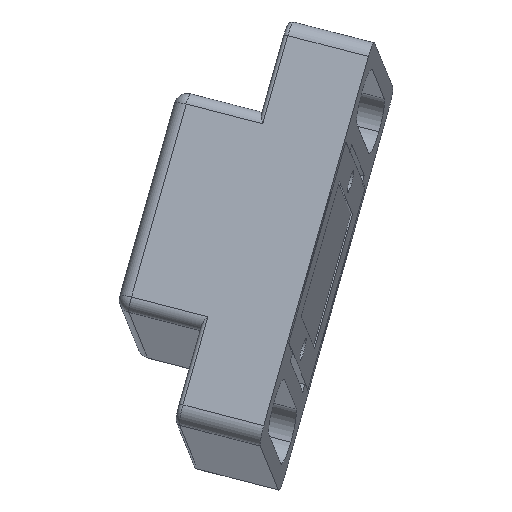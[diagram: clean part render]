
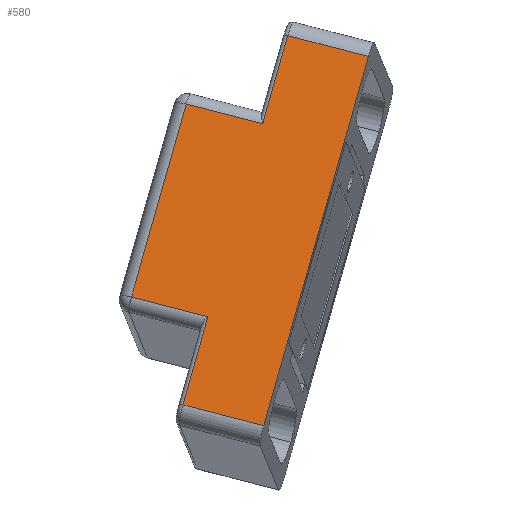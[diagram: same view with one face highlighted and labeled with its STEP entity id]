
A CAD part, left-side view. The second image highlights one B-rep face of the part: STEP entity #580.
In plain terms, the highlighted planar face has unit normal (-0.975, 0.084, 0.205).
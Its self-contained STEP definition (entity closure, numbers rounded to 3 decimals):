
#580=ADVANCED_FACE('NONE',(#1545),#1546,.F.);
#1545=FACE_OUTER_BOUND('',#2938,.T.);
#1546=PLANE('',#2939);
#2938=EDGE_LOOP('',(#7746,#7747,#7748,#7749,#7750,#7751,#7752,#7753));
#2939=AXIS2_PLACEMENT_3D('',#7754,#7755,#7756);
#7746=ORIENTED_EDGE('',*,*,#11424,.T.);
#7747=ORIENTED_EDGE('',*,*,#11425,.T.);
#7748=ORIENTED_EDGE('',*,*,#11426,.T.);
#7749=ORIENTED_EDGE('',*,*,#11266,.T.);
#7750=ORIENTED_EDGE('',*,*,#11427,.T.);
#7751=ORIENTED_EDGE('',*,*,#11428,.T.);
#7752=ORIENTED_EDGE('',*,*,#11429,.T.);
#7753=ORIENTED_EDGE('',*,*,#11430,.T.);
#7754=CARTESIAN_POINT('',(5.945,27.685,-9.302));
#7755=DIRECTION('',(0.975,-0.084,-0.205));
#7756=DIRECTION('',(-0.134,-0.96,-0.247));
#11266=EDGE_CURVE('NONE',#12811,#12812,#12813,.T.);
#11424=EDGE_CURVE('NONE',#13076,#13077,#13078,.T.);
#11425=EDGE_CURVE('NONE',#13077,#13079,#13080,.T.);
#11426=EDGE_CURVE('NONE',#13079,#12811,#13081,.T.);
#11427=EDGE_CURVE('NONE',#12812,#13082,#13083,.T.);
#11428=EDGE_CURVE('NONE',#13082,#13084,#13085,.T.);
#11429=EDGE_CURVE('NONE',#13084,#13086,#13087,.T.);
#11430=EDGE_CURVE('NONE',#13086,#13076,#13088,.T.);
#12811=VERTEX_POINT('NONE',#14967);
#12812=VERTEX_POINT('NONE',#14968);
#12813=LINE('',#14969,#14970);
#13076=VERTEX_POINT('NONE',#15341);
#13077=VERTEX_POINT('NONE',#15342);
#13078=LINE('',#15343,#15344);
#13079=VERTEX_POINT('NONE',#15345);
#13080=LINE('',#15346,#15347);
#13081=LINE('',#15348,#15349);
#13082=VERTEX_POINT('NONE',#15350);
#13083=LINE('',#15351,#15352);
#13084=VERTEX_POINT('NONE',#15353);
#13085=LINE('',#15354,#15355);
#13086=VERTEX_POINT('NONE',#15356);
#13087=LINE('',#15357,#15358);
#13088=LINE('',#15359,#15360);
#14967=CARTESIAN_POINT('',(4.956,17.552,-9.882));
#14968=CARTESIAN_POINT('',(12.692,5.728,31.788));
#14969=CARTESIAN_POINT('',(13.044,5.191,33.682));
#14970=VECTOR('',#18641,1000.0);
#15341=CARTESIAN_POINT('',(9.283,32.483,4.638));
#15342=CARTESIAN_POINT('',(8.076,23.846,2.412));
#15343=CARTESIAN_POINT('',(8.143,24.326,2.536));
#15344=VECTOR('',#18837,1000.0);
#15345=CARTESIAN_POINT('',(6.23,26.668,-7.532));
#15346=CARTESIAN_POINT('',(5.878,27.205,-9.426));
#15347=VECTOR('',#18838,1000.0);
#15348=CARTESIAN_POINT('',(6.297,27.148,-7.408));
#15349=VECTOR('',#18839,1000.0);
#15350=CARTESIAN_POINT('',(13.966,14.845,34.138));
#15351=CARTESIAN_POINT('',(14.033,15.324,34.262));
#15352=VECTOR('',#18840,1000.0);
#15353=CARTESIAN_POINT('',(12.12,17.666,24.194));
#15354=CARTESIAN_POINT('',(5.878,27.205,-9.426));
#15355=VECTOR('',#18841,1000.0);
#15356=CARTESIAN_POINT('',(13.327,26.302,26.42));
#15357=CARTESIAN_POINT('',(12.187,18.146,24.318));
#15358=VECTOR('',#18842,1000.0);
#15359=CARTESIAN_POINT('',(7.085,35.842,-7.2));
#15360=VECTOR('',#18843,1000.0);
#18641=DIRECTION('',(0.176,-0.269,0.947));
#18837=DIRECTION('',(-0.134,-0.96,-0.247));
#18838=DIRECTION('',(-0.176,0.269,-0.947));
#18839=DIRECTION('',(-0.134,-0.96,-0.247));
#18840=DIRECTION('',(0.134,0.96,0.247));
#18841=DIRECTION('',(-0.176,0.269,-0.947));
#18842=DIRECTION('',(0.134,0.96,0.247));
#18843=DIRECTION('',(-0.176,0.269,-0.947));
